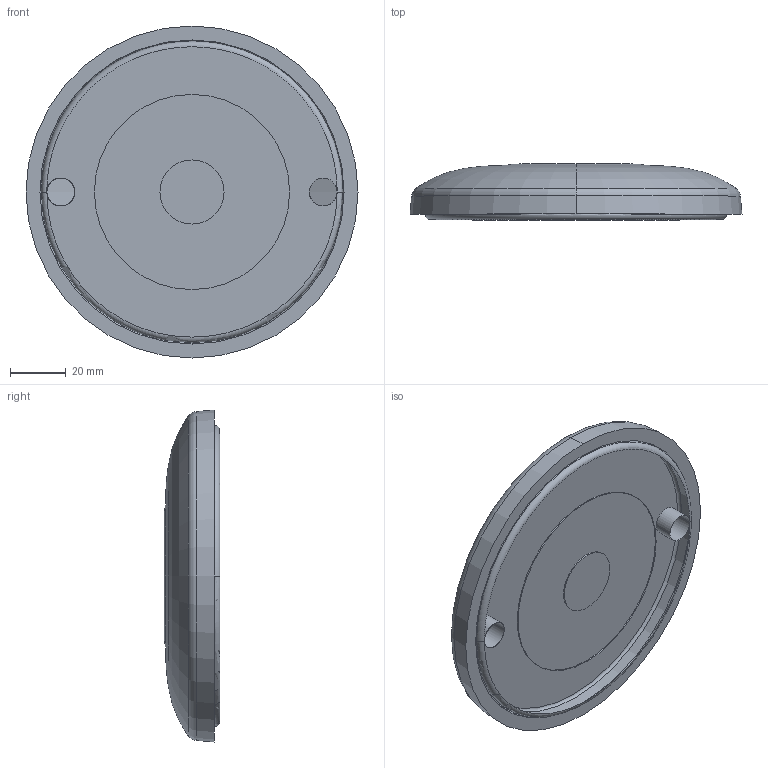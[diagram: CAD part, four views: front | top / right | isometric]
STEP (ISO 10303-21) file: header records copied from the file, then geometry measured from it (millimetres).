
FILE_DESCRIPTION (( 'STEP AP214' ), '1' );
FILE_NAME ('098d120kbzg.STEP', '2014-08-11T09:37:24', ( '' ), ( '' ), 'SwSTEP 2.0', 'SolidWorks 2014', '' );
FILE_SCHEMA (( 'AUTOMOTIVE_DESIGN' ));
Length unit declared in the file: millimetre
Products named in the file (3): 098d120kbzg; 098d120kbz(NEU)_098 d 120 kbz; 098dg120b_Standard
Assembly tree (2 placements, depth 2):
  098d120kbzg
    098d120kbz(NEU)_098 d 120 kbz
    098dg120b_Standard
Bounding box: 119 x 20 x 119 mm (x, y, z)
Volume: 122970.3 mm3; surface area: 49819.3 mm2
Topology: 2 solids, 2 shells, 62 faces, 128 edges, 71 vertices
Faces by surface type: torus 22, cylinder 20, cone 10, plane 8, sphere 2
Entity records: 1961 total; most frequent: DIRECTION 356, CARTESIAN_POINT 264, ORIENTED_EDGE 252, AXIS2_PLACEMENT_3D 163, EDGE_CURVE 126, CIRCLE 96, VERTEX_POINT 71, EDGE_LOOP 69
